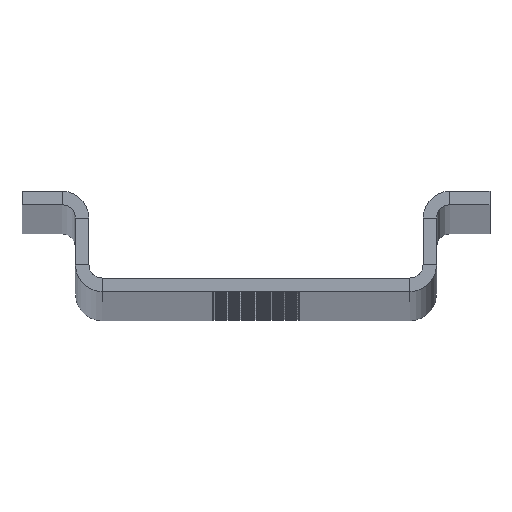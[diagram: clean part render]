
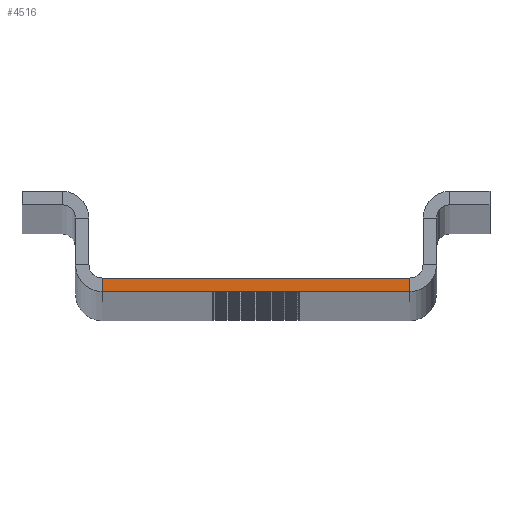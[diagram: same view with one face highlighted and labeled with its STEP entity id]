
A CAD part, top view. The second image highlights one B-rep face of the part: STEP entity #4516.
In plain terms, the highlighted planar face has unit normal (0, 0, 1).
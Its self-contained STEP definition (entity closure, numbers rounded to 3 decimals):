
#146 = DIRECTION ( 'NONE',  ( 0., -1., 0. ) ) ;
#152 = CARTESIAN_POINT ( 'NONE',  ( 11.5, 2501.423, 625. ) ) ;
#362 = CARTESIAN_POINT ( 'NONE',  ( -11.5, 2501.423, 625. ) ) ;
#385 = ORIENTED_EDGE ( 'NONE', *, *, #5116, .T. ) ;
#557 = DIRECTION ( 'NONE',  ( 1., 0., 0. ) ) ;
#788 = CARTESIAN_POINT ( 'NONE',  ( 12.5, 1., 625. ) ) ;
#1107 = ORIENTED_EDGE ( 'NONE', *, *, #6012, .T. ) ;
#1681 = VERTEX_POINT ( 'NONE', #3910 ) ;
#2049 = VERTEX_POINT ( 'NONE', #4460 ) ;
#2059 = VECTOR ( 'NONE', #557, 1000. ) ;
#2099 = EDGE_CURVE ( 'NONE', #6458, #4822, #6074, .T. ) ;
#2383 = AXIS2_PLACEMENT_3D ( 'NONE', #3025, #5001, #2409 ) ;
#2393 = ORIENTED_EDGE ( 'NONE', *, *, #4888, .T. ) ;
#2409 = DIRECTION ( 'NONE',  ( 1., 0., 0. ) ) ;
#2931 = PLANE ( 'NONE',  #2383 ) ;
#3018 = LINE ( 'NONE', #362, #6235 ) ;
#3025 = CARTESIAN_POINT ( 'NONE',  ( 12.5, 2501.423, 625. ) ) ;
#3292 = CARTESIAN_POINT ( 'NONE',  ( 11.5, 1., 625. ) ) ;
#3775 = ORIENTED_EDGE ( 'NONE', *, *, #2099, .F. ) ;
#3871 = DIRECTION ( 'NONE',  ( 0., -1., 0. ) ) ;
#3875 = CARTESIAN_POINT ( 'NONE',  ( 11.5, 0., 625. ) ) ;
#3910 = CARTESIAN_POINT ( 'NONE',  ( -11.5, 0., 625. ) ) ;
#4047 = VECTOR ( 'NONE', #3871, 1000. ) ;
#4460 = CARTESIAN_POINT ( 'NONE',  ( -11.5, 1., 625. ) ) ;
#4462 = DIRECTION ( 'NONE',  ( -1., 0., 0. ) ) ;
#4472 = FACE_OUTER_BOUND ( 'NONE', #6007, .T. ) ;
#4516 = ADVANCED_FACE ( '�����1', ( #4472 ), #2931, .T. ) ;
#4792 = VECTOR ( 'NONE', #4462, 1000. ) ;
#4822 = VERTEX_POINT ( 'NONE', #3875 ) ;
#4888 = EDGE_CURVE ( '������43', #6458, #2049, #5518, .T. ) ;
#5001 = DIRECTION ( 'NONE',  ( 0., 0., 1. ) ) ;
#5116 = EDGE_CURVE ( 'NONE', #2049, #1681, #3018, .T. ) ;
#5249 = LINE ( 'NONE', #5320, #2059 ) ;
#5320 = CARTESIAN_POINT ( 'NONE',  ( -13.5, 0., 625. ) ) ;
#5518 = LINE ( 'NONE', #788, #4792 ) ;
#6007 = EDGE_LOOP ( 'NONE', ( #1107, #3775, #2393, #385 ) ) ;
#6012 = EDGE_CURVE ( '������44', #1681, #4822, #5249, .T. ) ;
#6074 = LINE ( 'NONE', #152, #4047 ) ;
#6235 = VECTOR ( 'NONE', #146, 1000. ) ;
#6458 = VERTEX_POINT ( 'NONE', #3292 ) ;
